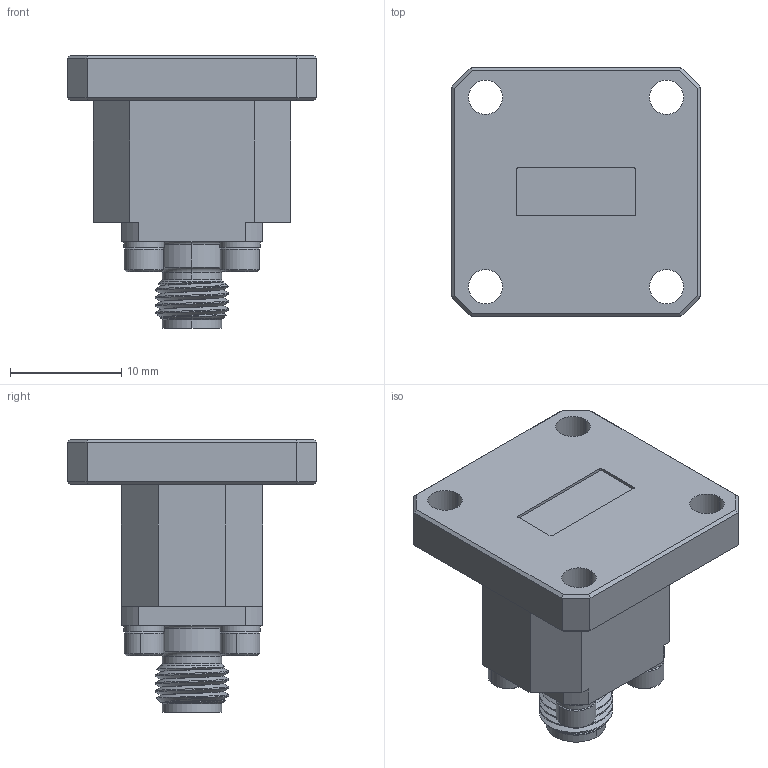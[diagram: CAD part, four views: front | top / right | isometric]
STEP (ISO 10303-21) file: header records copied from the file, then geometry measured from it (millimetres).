
FILE_DESCRIPTION (( 'STEP AP203' ), '1' );
FILE_NAME ('WC-KE-U220, Female.STEP', '2025-01-17T01:31:16', ( '' ), ( '' ), 'SwSTEP 2.0', 'SolidWorks 2021', '' );
FILE_SCHEMA (( 'CONFIG_CONTROL_DESIGN' ));
Length unit declared in the file: inch
Products named in the file (1): WC-KE-U220, Female
Bounding box: 22.41 x 22.41 x 24.51 mm (x, y, z)
Volume: 4638.1 mm3; surface area: 2629.3 mm2
Topology: 9 solids, 9 shells, 235 faces, 504 edges, 303 vertices
Faces by surface type: plane 106, cylinder 66, cone 50, bspline 9, torus 4
Entity records: 8793 total; most frequent: CARTESIAN_POINT 3679, DIRECTION 1061, ORIENTED_EDGE 1008, EDGE_CURVE 504, AXIS2_PLACEMENT_3D 397, VERTEX_POINT 303, VECTOR 267, LINE 267
